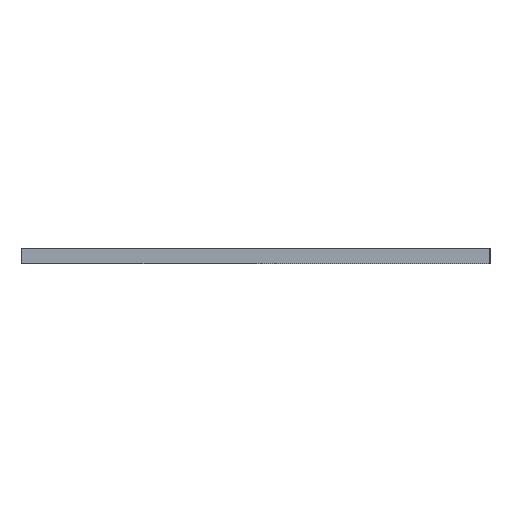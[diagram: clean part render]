
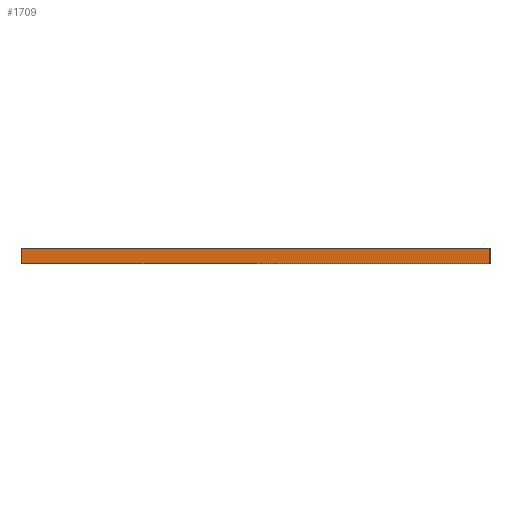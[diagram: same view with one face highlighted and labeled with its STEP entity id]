
A CAD part, left-side view. The second image highlights one B-rep face of the part: STEP entity #1709.
In plain terms, the highlighted planar face has unit normal (-1, 0, 0).
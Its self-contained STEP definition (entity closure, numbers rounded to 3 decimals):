
#74=DIRECTION('',(0.,-1.,0.));
#75=VECTOR('',#74,153.);
#76=CARTESIAN_POINT('',(-163.353,67.772,0.));
#77=LINE('',#76,#75);
#134=DIRECTION('',(0.,0.,1.));
#135=VECTOR('',#134,5.);
#136=CARTESIAN_POINT('',(-163.353,-85.228,0.));
#137=LINE('',#136,#135);
#148=DIRECTION('',(0.,0.,1.));
#149=VECTOR('',#148,5.);
#150=CARTESIAN_POINT('',(-163.353,67.772,0.));
#151=LINE('',#150,#149);
#183=DIRECTION('',(0.,-1.,0.));
#184=VECTOR('',#183,153.);
#185=CARTESIAN_POINT('',(-163.353,67.772,5.));
#186=LINE('',#185,#184);
#1348=CARTESIAN_POINT('',(-163.353,67.772,0.));
#1349=CARTESIAN_POINT('',(-163.353,-85.228,0.));
#1350=VERTEX_POINT('',#1348);
#1351=VERTEX_POINT('',#1349);
#1356=CARTESIAN_POINT('',(-163.353,67.772,5.));
#1357=CARTESIAN_POINT('',(-163.353,-85.228,5.));
#1358=VERTEX_POINT('',#1356);
#1359=VERTEX_POINT('',#1357);
#1696=CARTESIAN_POINT('',(-163.353,67.772,0.));
#1697=DIRECTION('',(-1.,0.,0.));
#1698=DIRECTION('',(0.,-1.,0.));
#1699=AXIS2_PLACEMENT_3D('',#1696,#1697,#1698);
#1700=PLANE('',#1699);
#1701=ORIENTED_EDGE('',*,*,#1605,.F.);
#1703=ORIENTED_EDGE('',*,*,#1702,.T.);
#1705=ORIENTED_EDGE('',*,*,#1704,.T.);
#1706=ORIENTED_EDGE('',*,*,#1660,.F.);
#1707=EDGE_LOOP('',(#1701,#1703,#1705,#1706));
#1708=FACE_OUTER_BOUND('',#1707,.F.);
#1605=EDGE_CURVE('',#1350,#1351,#77,.T.);
#1660=EDGE_CURVE('',#1351,#1359,#137,.T.);
#1702=EDGE_CURVE('',#1350,#1358,#151,.T.);
#1704=EDGE_CURVE('',#1358,#1359,#186,.T.);
#1709=ADVANCED_FACE('',(#1708),#1700,.T.);
